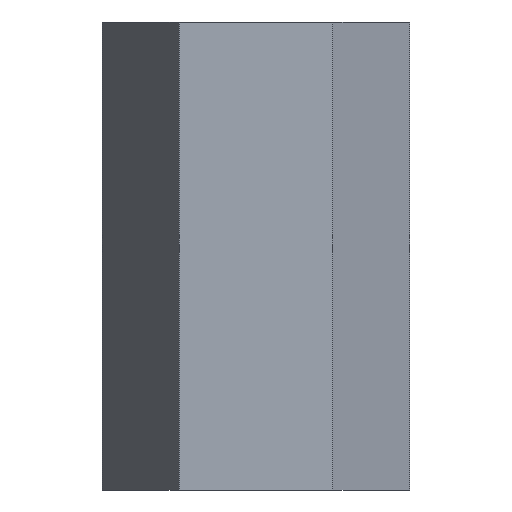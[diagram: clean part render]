
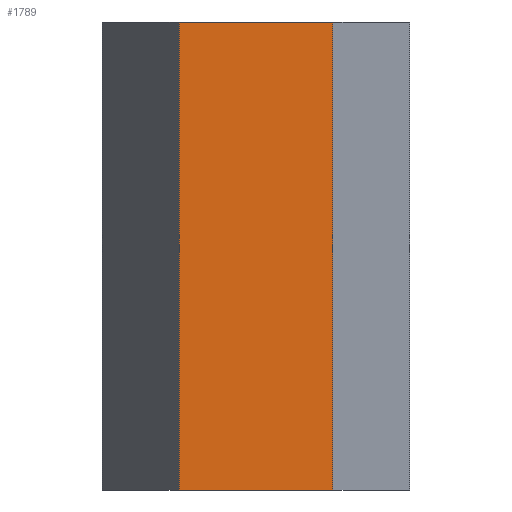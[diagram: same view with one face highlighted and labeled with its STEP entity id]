
A CAD part, front view. The second image highlights one B-rep face of the part: STEP entity #1789.
In plain terms, the highlighted planar face has unit normal (0, -1, 0).
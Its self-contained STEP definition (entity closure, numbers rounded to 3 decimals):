
#61 = EDGE_CURVE('',#62,#64,#66,.T.);
#62 = VERTEX_POINT('',#63);
#63 = CARTESIAN_POINT('',(1.15,-1.992,0.));
#64 = VERTEX_POINT('',#65);
#65 = CARTESIAN_POINT('',(1.15,-1.992,7.));
#66 = LINE('',#67,#68);
#67 = CARTESIAN_POINT('',(1.15,-1.992,0.));
#68 = VECTOR('',#69,1.);
#69 = DIRECTION('',(0.,0.,1.));
#134 = VERTEX_POINT('',#135);
#135 = CARTESIAN_POINT('',(-1.15,-1.992,0.));
#141 = EDGE_CURVE('',#134,#62,#142,.T.);
#142 = LINE('',#143,#144);
#143 = CARTESIAN_POINT('',(-1.15,-1.992,0.));
#144 = VECTOR('',#145,1.);
#145 = DIRECTION('',(1.,0.,0.));
#969 = VERTEX_POINT('',#970);
#970 = CARTESIAN_POINT('',(-1.15,-1.992,7.));
#976 = EDGE_CURVE('',#969,#64,#977,.T.);
#977 = LINE('',#978,#979);
#978 = CARTESIAN_POINT('',(-1.15,-1.992,7.));
#979 = VECTOR('',#980,1.);
#980 = DIRECTION('',(1.,0.,0.));
#1789 = ADVANCED_FACE('',(#1790),#1801,.F.);
#1790 = FACE_BOUND('',#1791,.F.);
#1791 = EDGE_LOOP('',(#1792,#1798,#1799,#1800));
#1792 = ORIENTED_EDGE('',*,*,#1793,.T.);
#1793 = EDGE_CURVE('',#134,#969,#1794,.T.);
#1794 = LINE('',#1795,#1796);
#1795 = CARTESIAN_POINT('',(-1.15,-1.992,0.));
#1796 = VECTOR('',#1797,1.);
#1797 = DIRECTION('',(0.,0.,1.));
#1798 = ORIENTED_EDGE('',*,*,#976,.T.);
#1799 = ORIENTED_EDGE('',*,*,#61,.F.);
#1800 = ORIENTED_EDGE('',*,*,#141,.F.);
#1801 = PLANE('',#1802);
#1802 = AXIS2_PLACEMENT_3D('',#1803,#1804,#1805);
#1803 = CARTESIAN_POINT('',(-1.15,-1.992,0.));
#1804 = DIRECTION('',(0.,1.,0.));
#1805 = DIRECTION('',(1.,0.,0.));
